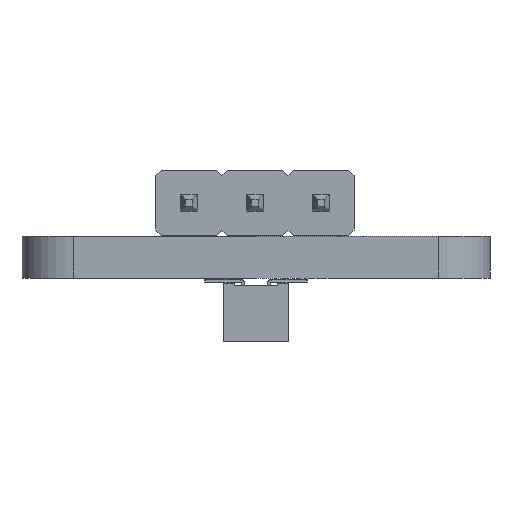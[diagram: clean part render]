
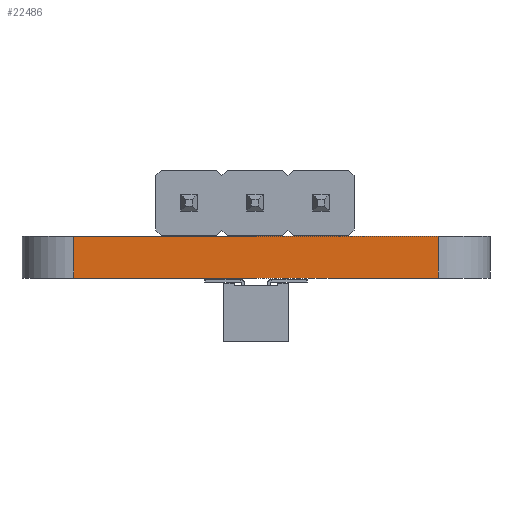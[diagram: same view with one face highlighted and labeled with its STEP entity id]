
A CAD part, left-side view. The second image highlights one B-rep face of the part: STEP entity #22486.
In plain terms, the highlighted planar face has unit normal (-1, 0, 0).
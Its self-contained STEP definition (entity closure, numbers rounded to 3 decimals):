
#21753 = PLANE('',#21754);
#21754 = AXIS2_PLACEMENT_3D('',#21755,#21756,#21757);
#21755 = CARTESIAN_POINT('',(132.5,-109.,1.6));
#21756 = DIRECTION('',(0.,0.,1.));
#21757 = DIRECTION('',(1.,0.,-0.));
#21781 = CYLINDRICAL_SURFACE('',#21782,2.);
#21782 = AXIS2_PLACEMENT_3D('',#21783,#21784,#21785);
#21783 = CARTESIAN_POINT('',(117.,-102.,0.));
#21784 = DIRECTION('',(-0.,-0.,-1.));
#21785 = DIRECTION('',(1.,0.,-0.));
#21807 = PLANE('',#21808);
#21808 = AXIS2_PLACEMENT_3D('',#21809,#21810,#21811);
#21809 = CARTESIAN_POINT('',(132.5,-109.,0.));
#21810 = DIRECTION('',(0.,0.,1.));
#21811 = DIRECTION('',(1.,0.,-0.));
#21902 = VERTEX_POINT('',#21903);
#21903 = CARTESIAN_POINT('',(115.,-102.,1.6));
#21925 = EDGE_CURVE('',#21926,#21902,#21928,.T.);
#21926 = VERTEX_POINT('',#21927);
#21927 = CARTESIAN_POINT('',(115.,-102.,0.));
#21928 = SURFACE_CURVE('',#21929,(#21933,#21940),.PCURVE_S1.);
#21929 = LINE('',#21930,#21931);
#21930 = CARTESIAN_POINT('',(115.,-102.,0.));
#21931 = VECTOR('',#21932,1.);
#21932 = DIRECTION('',(0.,0.,1.));
#21933 = PCURVE('',#21781,#21934);
#21934 = DEFINITIONAL_REPRESENTATION('',(#21935),#21939);
#21935 = LINE('',#21936,#21937);
#21936 = CARTESIAN_POINT('',(-3.142,0.));
#21937 = VECTOR('',#21938,1.);
#21938 = DIRECTION('',(-0.,-1.));
#21939 = ( GEOMETRIC_REPRESENTATION_CONTEXT(2) 
PARAMETRIC_REPRESENTATION_CONTEXT() REPRESENTATION_CONTEXT('2D SPACE',''
  ) );
#21940 = PCURVE('',#21941,#21946);
#21941 = PLANE('',#21942);
#21942 = AXIS2_PLACEMENT_3D('',#21943,#21944,#21945);
#21943 = CARTESIAN_POINT('',(115.,-102.,0.));
#21944 = DIRECTION('',(1.,0.,-0.));
#21945 = DIRECTION('',(0.,-1.,0.));
#21946 = DEFINITIONAL_REPRESENTATION('',(#21947),#21951);
#21947 = LINE('',#21948,#21949);
#21948 = CARTESIAN_POINT('',(0.,0.));
#21949 = VECTOR('',#21950,1.);
#21950 = DIRECTION('',(0.,-1.));
#21951 = ( GEOMETRIC_REPRESENTATION_CONTEXT(2) 
PARAMETRIC_REPRESENTATION_CONTEXT() REPRESENTATION_CONTEXT('2D SPACE',''
  ) );
#21980 = EDGE_CURVE('',#21926,#21981,#21983,.T.);
#21981 = VERTEX_POINT('',#21982);
#21982 = CARTESIAN_POINT('',(115.,-116.,0.));
#21983 = SURFACE_CURVE('',#21984,(#21988,#21995),.PCURVE_S1.);
#21984 = LINE('',#21985,#21986);
#21985 = CARTESIAN_POINT('',(115.,-102.,0.));
#21986 = VECTOR('',#21987,1.);
#21987 = DIRECTION('',(0.,-1.,0.));
#21988 = PCURVE('',#21807,#21989);
#21989 = DEFINITIONAL_REPRESENTATION('',(#21990),#21994);
#21990 = LINE('',#21991,#21992);
#21991 = CARTESIAN_POINT('',(-17.5,7.));
#21992 = VECTOR('',#21993,1.);
#21993 = DIRECTION('',(0.,-1.));
#21994 = ( GEOMETRIC_REPRESENTATION_CONTEXT(2) 
PARAMETRIC_REPRESENTATION_CONTEXT() REPRESENTATION_CONTEXT('2D SPACE',''
  ) );
#21995 = PCURVE('',#21941,#21996);
#21996 = DEFINITIONAL_REPRESENTATION('',(#21997),#22001);
#21997 = LINE('',#21998,#21999);
#21998 = CARTESIAN_POINT('',(0.,0.));
#21999 = VECTOR('',#22000,1.);
#22000 = DIRECTION('',(1.,0.));
#22001 = ( GEOMETRIC_REPRESENTATION_CONTEXT(2) 
PARAMETRIC_REPRESENTATION_CONTEXT() REPRESENTATION_CONTEXT('2D SPACE',''
  ) );
#22020 = CYLINDRICAL_SURFACE('',#22021,2.);
#22021 = AXIS2_PLACEMENT_3D('',#22022,#22023,#22024);
#22022 = CARTESIAN_POINT('',(117.,-116.,0.));
#22023 = DIRECTION('',(-0.,-0.,-1.));
#22024 = DIRECTION('',(1.,0.,-0.));
#22240 = EDGE_CURVE('',#21902,#22241,#22243,.T.);
#22241 = VERTEX_POINT('',#22242);
#22242 = CARTESIAN_POINT('',(115.,-116.,1.6));
#22243 = SURFACE_CURVE('',#22244,(#22248,#22255),.PCURVE_S1.);
#22244 = LINE('',#22245,#22246);
#22245 = CARTESIAN_POINT('',(115.,-102.,1.6));
#22246 = VECTOR('',#22247,1.);
#22247 = DIRECTION('',(0.,-1.,0.));
#22248 = PCURVE('',#21753,#22249);
#22249 = DEFINITIONAL_REPRESENTATION('',(#22250),#22254);
#22250 = LINE('',#22251,#22252);
#22251 = CARTESIAN_POINT('',(-17.5,7.));
#22252 = VECTOR('',#22253,1.);
#22253 = DIRECTION('',(0.,-1.));
#22254 = ( GEOMETRIC_REPRESENTATION_CONTEXT(2) 
PARAMETRIC_REPRESENTATION_CONTEXT() REPRESENTATION_CONTEXT('2D SPACE',''
  ) );
#22255 = PCURVE('',#21941,#22256);
#22256 = DEFINITIONAL_REPRESENTATION('',(#22257),#22261);
#22257 = LINE('',#22258,#22259);
#22258 = CARTESIAN_POINT('',(0.,-1.6));
#22259 = VECTOR('',#22260,1.);
#22260 = DIRECTION('',(1.,0.));
#22261 = ( GEOMETRIC_REPRESENTATION_CONTEXT(2) 
PARAMETRIC_REPRESENTATION_CONTEXT() REPRESENTATION_CONTEXT('2D SPACE',''
  ) );
#22486 = ADVANCED_FACE('',(#22487),#21941,.F.);
#22487 = FACE_BOUND('',#22488,.F.);
#22488 = EDGE_LOOP('',(#22489,#22490,#22491,#22512));
#22489 = ORIENTED_EDGE('',*,*,#21925,.T.);
#22490 = ORIENTED_EDGE('',*,*,#22240,.T.);
#22491 = ORIENTED_EDGE('',*,*,#22492,.F.);
#22492 = EDGE_CURVE('',#21981,#22241,#22493,.T.);
#22493 = SURFACE_CURVE('',#22494,(#22498,#22505),.PCURVE_S1.);
#22494 = LINE('',#22495,#22496);
#22495 = CARTESIAN_POINT('',(115.,-116.,0.));
#22496 = VECTOR('',#22497,1.);
#22497 = DIRECTION('',(0.,0.,1.));
#22498 = PCURVE('',#21941,#22499);
#22499 = DEFINITIONAL_REPRESENTATION('',(#22500),#22504);
#22500 = LINE('',#22501,#22502);
#22501 = CARTESIAN_POINT('',(14.,0.));
#22502 = VECTOR('',#22503,1.);
#22503 = DIRECTION('',(0.,-1.));
#22504 = ( GEOMETRIC_REPRESENTATION_CONTEXT(2) 
PARAMETRIC_REPRESENTATION_CONTEXT() REPRESENTATION_CONTEXT('2D SPACE',''
  ) );
#22505 = PCURVE('',#22020,#22506);
#22506 = DEFINITIONAL_REPRESENTATION('',(#22507),#22511);
#22507 = LINE('',#22508,#22509);
#22508 = CARTESIAN_POINT('',(-3.142,0.));
#22509 = VECTOR('',#22510,1.);
#22510 = DIRECTION('',(-0.,-1.));
#22511 = ( GEOMETRIC_REPRESENTATION_CONTEXT(2) 
PARAMETRIC_REPRESENTATION_CONTEXT() REPRESENTATION_CONTEXT('2D SPACE',''
  ) );
#22512 = ORIENTED_EDGE('',*,*,#21980,.F.);
